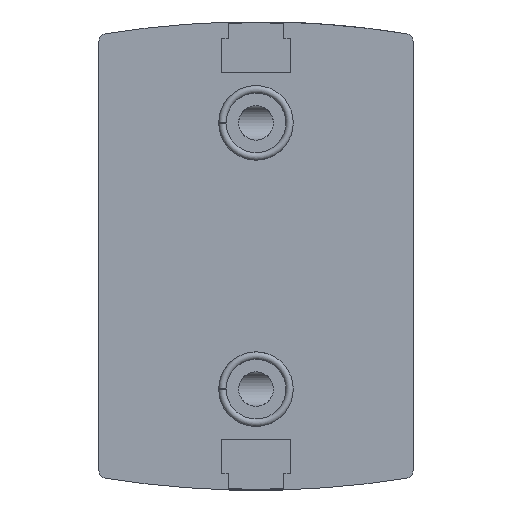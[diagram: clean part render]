
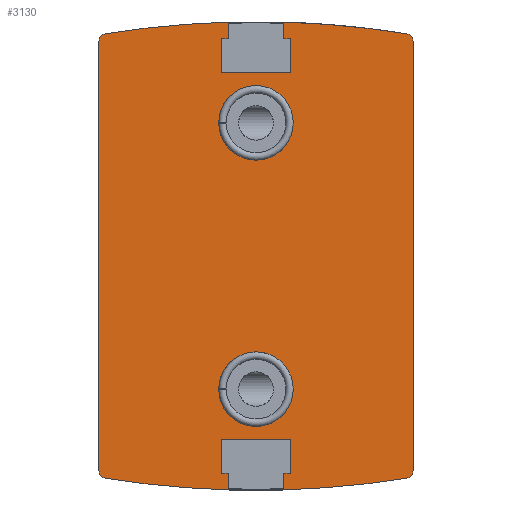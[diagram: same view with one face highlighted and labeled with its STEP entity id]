
A CAD part, front view. The second image highlights one B-rep face of the part: STEP entity #3130.
In plain terms, the highlighted planar face has unit normal (0, -1, 0).
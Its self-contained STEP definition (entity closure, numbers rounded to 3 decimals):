
#73=PLANE('',#3345);
#192=LINE('',#4527,#387);
#197=LINE('',#4545,#392);
#201=LINE('',#4553,#396);
#204=LINE('',#4559,#399);
#207=LINE('',#4565,#402);
#210=LINE('',#4571,#405);
#213=LINE('',#4577,#408);
#216=LINE('',#4583,#411);
#219=LINE('',#4594,#414);
#223=LINE('',#4606,#418);
#226=LINE('',#4612,#421);
#229=LINE('',#4618,#424);
#232=LINE('',#4624,#427);
#235=LINE('',#4630,#430);
#238=LINE('',#4636,#433);
#241=LINE('',#4642,#436);
#387=VECTOR('',#3677,1000.);
#392=VECTOR('',#3696,1000.);
#396=VECTOR('',#3702,1000.);
#399=VECTOR('',#3707,1000.);
#402=VECTOR('',#3712,1000.);
#405=VECTOR('',#3717,1000.);
#408=VECTOR('',#3722,1000.);
#411=VECTOR('',#3727,1000.);
#414=VECTOR('',#3740,1000.);
#418=VECTOR('',#3754,1000.);
#421=VECTOR('',#3759,1000.);
#424=VECTOR('',#3764,1000.);
#427=VECTOR('',#3769,1000.);
#430=VECTOR('',#3774,1000.);
#433=VECTOR('',#3779,1000.);
#436=VECTOR('',#3784,1000.);
#788=ORIENTED_EDGE('',*,*,#1402,.F.);
#789=ORIENTED_EDGE('',*,*,#1403,.F.);
#790=ORIENTED_EDGE('',*,*,#1327,.F.);
#791=ORIENTED_EDGE('',*,*,#1395,.F.);
#792=ORIENTED_EDGE('',*,*,#1391,.F.);
#793=ORIENTED_EDGE('',*,*,#1388,.F.);
#794=ORIENTED_EDGE('',*,*,#1385,.F.);
#795=ORIENTED_EDGE('',*,*,#1382,.F.);
#796=ORIENTED_EDGE('',*,*,#1379,.F.);
#797=ORIENTED_EDGE('',*,*,#1376,.F.);
#798=ORIENTED_EDGE('',*,*,#1373,.F.);
#799=ORIENTED_EDGE('',*,*,#1371,.F.);
#800=ORIENTED_EDGE('',*,*,#1369,.F.);
#801=ORIENTED_EDGE('',*,*,#1367,.F.);
#802=ORIENTED_EDGE('',*,*,#1363,.F.);
#803=ORIENTED_EDGE('',*,*,#1246,.F.);
#804=ORIENTED_EDGE('',*,*,#1361,.F.);
#805=ORIENTED_EDGE('',*,*,#1358,.F.);
#806=ORIENTED_EDGE('',*,*,#1355,.F.);
#807=ORIENTED_EDGE('',*,*,#1352,.F.);
#808=ORIENTED_EDGE('',*,*,#1349,.F.);
#809=ORIENTED_EDGE('',*,*,#1346,.F.);
#810=ORIENTED_EDGE('',*,*,#1342,.F.);
#811=ORIENTED_EDGE('',*,*,#1339,.F.);
#812=ORIENTED_EDGE('',*,*,#1336,.F.);
#813=ORIENTED_EDGE('',*,*,#1333,.F.);
#1246=EDGE_CURVE('',#1587,#1588,#1819,.T.);
#1327=EDGE_CURVE('',#1649,#1650,#1848,.T.);
#1333=EDGE_CURVE('',#1650,#1655,#192,.T.);
#1336=EDGE_CURVE('',#1655,#1657,#1852,.T.);
#1339=EDGE_CURVE('',#1657,#1659,#1854,.T.);
#1342=EDGE_CURVE('',#1659,#1661,#197,.T.);
#1346=EDGE_CURVE('',#1661,#1664,#201,.T.);
#1349=EDGE_CURVE('',#1664,#1666,#204,.T.);
#1352=EDGE_CURVE('',#1666,#1668,#207,.T.);
#1355=EDGE_CURVE('',#1668,#1670,#210,.T.);
#1358=EDGE_CURVE('',#1670,#1672,#213,.T.);
#1361=EDGE_CURVE('',#1672,#1587,#216,.T.);
#1363=EDGE_CURVE('',#1588,#1674,#1856,.T.);
#1367=EDGE_CURVE('',#1674,#1677,#219,.T.);
#1369=EDGE_CURVE('',#1677,#1678,#1859,.T.);
#1371=EDGE_CURVE('',#1678,#1679,#1860,.T.);
#1373=EDGE_CURVE('',#1679,#1680,#223,.T.);
#1376=EDGE_CURVE('',#1680,#1682,#226,.T.);
#1379=EDGE_CURVE('',#1682,#1684,#229,.T.);
#1382=EDGE_CURVE('',#1684,#1686,#232,.T.);
#1385=EDGE_CURVE('',#1686,#1688,#235,.T.);
#1388=EDGE_CURVE('',#1688,#1690,#238,.T.);
#1391=EDGE_CURVE('',#1690,#1692,#241,.T.);
#1395=EDGE_CURVE('',#1692,#1649,#1861,.T.);
#1402=EDGE_CURVE('',#1699,#1699,#1867,.T.);
#1403=EDGE_CURVE('',#1700,#1700,#1868,.T.);
#1587=VERTEX_POINT('',#4275);
#1588=VERTEX_POINT('',#4276);
#1649=VERTEX_POINT('',#4515);
#1650=VERTEX_POINT('',#4516);
#1655=VERTEX_POINT('',#4528);
#1657=VERTEX_POINT('',#4534);
#1659=VERTEX_POINT('',#4540);
#1661=VERTEX_POINT('',#4546);
#1664=VERTEX_POINT('',#4554);
#1666=VERTEX_POINT('',#4560);
#1668=VERTEX_POINT('',#4566);
#1670=VERTEX_POINT('',#4572);
#1672=VERTEX_POINT('',#4578);
#1674=VERTEX_POINT('',#4587);
#1677=VERTEX_POINT('',#4595);
#1678=VERTEX_POINT('',#4599);
#1679=VERTEX_POINT('',#4603);
#1680=VERTEX_POINT('',#4607);
#1682=VERTEX_POINT('',#4613);
#1684=VERTEX_POINT('',#4619);
#1686=VERTEX_POINT('',#4625);
#1688=VERTEX_POINT('',#4631);
#1690=VERTEX_POINT('',#4637);
#1692=VERTEX_POINT('',#4643);
#1699=VERTEX_POINT('',#4664);
#1700=VERTEX_POINT('',#4666);
#1819=CIRCLE('',#3255,88.5);
#1848=CIRCLE('',#3303,0.7);
#1852=CIRCLE('',#3309,0.7);
#1854=CIRCLE('',#3312,88.5);
#1856=CIRCLE('',#3322,0.7);
#1859=CIRCLE('',#3327,0.7);
#1860=CIRCLE('',#3329,88.5);
#1861=CIRCLE('',#3338,88.5);
#1867=CIRCLE('',#3346,3.5);
#1868=CIRCLE('',#3347,3.5);
#1984=EDGE_LOOP('',(#788));
#1985=EDGE_LOOP('',(#789));
#1986=EDGE_LOOP('',(#790,#791,#792,#793,#794,#795,#796,#797,#798,#799,#800,
#801,#802,#803,#804,#805,#806,#807,#808,#809,#810,#811,#812,#813));
#2173=FACE_BOUND('',#1984,.T.);
#2174=FACE_BOUND('',#1985,.T.);
#2175=FACE_BOUND('',#1986,.T.);
#3130=ADVANCED_FACE('',(#2173,#2174,#2175),#73,.F.);
#3255=AXIS2_PLACEMENT_3D('',#4274,#3538,#3539);
#3303=AXIS2_PLACEMENT_3D('',#4514,#3665,#3666);
#3309=AXIS2_PLACEMENT_3D('',#4533,#3682,#3683);
#3312=AXIS2_PLACEMENT_3D('',#4539,#3689,#3690);
#3322=AXIS2_PLACEMENT_3D('',#4586,#3731,#3732);
#3327=AXIS2_PLACEMENT_3D('',#4598,#3744,#3745);
#3329=AXIS2_PLACEMENT_3D('',#4602,#3749,#3750);
#3338=AXIS2_PLACEMENT_3D('',#4650,#3790,#3791);
#3345=AXIS2_PLACEMENT_3D('',#4662,#3805,#3806);
#3346=AXIS2_PLACEMENT_3D('',#4663,#3807,#3808);
#3347=AXIS2_PLACEMENT_3D('',#4665,#3809,#3810);
#3538=DIRECTION('',(0.,1.,0.));
#3539=DIRECTION('',(1.,0.,0.));
#3665=DIRECTION('',(0.,1.,0.));
#3666=DIRECTION('',(1.,0.,0.));
#3677=DIRECTION('',(0.,0.,1.));
#3682=DIRECTION('',(0.,1.,0.));
#3683=DIRECTION('',(1.,0.,0.));
#3689=DIRECTION('',(0.,1.,0.));
#3690=DIRECTION('',(1.,0.,0.));
#3696=DIRECTION('',(0.,0.,-1.));
#3702=DIRECTION('',(-1.,0.,0.));
#3707=DIRECTION('',(0.,0.,-1.));
#3712=DIRECTION('',(1.,0.,0.));
#3717=DIRECTION('',(0.,0.,1.));
#3722=DIRECTION('',(-1.,0.,0.));
#3727=DIRECTION('',(0.,0.,1.));
#3731=DIRECTION('',(0.,1.,0.));
#3732=DIRECTION('',(1.,0.,0.));
#3740=DIRECTION('',(0.,0.,-1.));
#3744=DIRECTION('',(0.,1.,0.));
#3745=DIRECTION('',(1.,0.,0.));
#3749=DIRECTION('',(0.,1.,0.));
#3750=DIRECTION('',(1.,0.,0.));
#3754=DIRECTION('',(0.,0.,1.));
#3759=DIRECTION('',(1.,0.,0.));
#3764=DIRECTION('',(0.,0.,1.));
#3769=DIRECTION('',(-1.,0.,0.));
#3774=DIRECTION('',(0.,0.,-1.));
#3779=DIRECTION('',(1.,0.,0.));
#3784=DIRECTION('',(0.,0.,-1.));
#3790=DIRECTION('',(0.,1.,0.));
#3791=DIRECTION('',(1.,0.,0.));
#3805=DIRECTION('',(0.,1.,0.));
#3806=DIRECTION('',(0.,0.,1.));
#3807=DIRECTION('',(0.,-1.,0.));
#3808=DIRECTION('',(0.,0.,-1.));
#3809=DIRECTION('',(0.,-1.,0.));
#3810=DIRECTION('',(0.,0.,-1.));
#4274=CARTESIAN_POINT('',(0.,0.,-66.5));
#4275=CARTESIAN_POINT('',(2.6,0.,21.962));
#4276=CARTESIAN_POINT('',(14.162,0.,20.86));
#4514=CARTESIAN_POINT('',(-14.05,0.,-20.169));
#4515=CARTESIAN_POINT('',(-14.162,0.,-20.86));
#4516=CARTESIAN_POINT('',(-14.75,0.,-20.169));
#4527=CARTESIAN_POINT('',(-14.75,0.,-20.169));
#4528=CARTESIAN_POINT('',(-14.75,0.,20.169));
#4533=CARTESIAN_POINT('',(-14.05,0.,20.169));
#4534=CARTESIAN_POINT('',(-14.162,0.,20.86));
#4539=CARTESIAN_POINT('',(0.,0.,-66.5));
#4540=CARTESIAN_POINT('',(-2.6,0.,21.962));
#4545=CARTESIAN_POINT('',(-2.6,0.,21.962));
#4546=CARTESIAN_POINT('',(-2.6,0.,20.4));
#4553=CARTESIAN_POINT('',(-2.6,0.,20.4));
#4554=CARTESIAN_POINT('',(-3.25,0.,20.4));
#4559=CARTESIAN_POINT('',(-3.25,0.,20.4));
#4560=CARTESIAN_POINT('',(-3.25,0.,17.2));
#4565=CARTESIAN_POINT('',(-3.25,0.,17.2));
#4566=CARTESIAN_POINT('',(3.25,0.,17.2));
#4571=CARTESIAN_POINT('',(3.25,0.,17.2));
#4572=CARTESIAN_POINT('',(3.25,0.,20.4));
#4577=CARTESIAN_POINT('',(3.25,0.,20.4));
#4578=CARTESIAN_POINT('',(2.6,0.,20.4));
#4583=CARTESIAN_POINT('',(2.6,0.,20.4));
#4586=CARTESIAN_POINT('',(14.05,0.,20.169));
#4587=CARTESIAN_POINT('',(14.75,0.,20.169));
#4594=CARTESIAN_POINT('',(14.75,0.,20.169));
#4595=CARTESIAN_POINT('',(14.75,0.,-20.169));
#4598=CARTESIAN_POINT('',(14.05,0.,-20.169));
#4599=CARTESIAN_POINT('',(14.162,0.,-20.86));
#4602=CARTESIAN_POINT('',(0.,0.,66.5));
#4603=CARTESIAN_POINT('',(2.6,0.,-21.962));
#4606=CARTESIAN_POINT('',(2.6,0.,-21.962));
#4607=CARTESIAN_POINT('',(2.6,0.,-20.4));
#4612=CARTESIAN_POINT('',(2.6,0.,-20.4));
#4613=CARTESIAN_POINT('',(3.25,0.,-20.4));
#4618=CARTESIAN_POINT('',(3.25,0.,-20.4));
#4619=CARTESIAN_POINT('',(3.25,0.,-17.2));
#4624=CARTESIAN_POINT('',(3.25,0.,-17.2));
#4625=CARTESIAN_POINT('',(-3.25,0.,-17.2));
#4630=CARTESIAN_POINT('',(-3.25,0.,-17.2));
#4631=CARTESIAN_POINT('',(-3.25,0.,-20.4));
#4636=CARTESIAN_POINT('',(-3.25,0.,-20.4));
#4637=CARTESIAN_POINT('',(-2.6,0.,-20.4));
#4642=CARTESIAN_POINT('',(-2.6,0.,-20.4));
#4643=CARTESIAN_POINT('',(-2.6,0.,-21.962));
#4650=CARTESIAN_POINT('',(0.,0.,66.5));
#4662=CARTESIAN_POINT('',(-14.05,0.,-20.169));
#4663=CARTESIAN_POINT('',(0.,0.,-12.5));
#4664=CARTESIAN_POINT('',(0.,0.,-16.));
#4665=CARTESIAN_POINT('',(0.,0.,12.5));
#4666=CARTESIAN_POINT('',(0.,0.,9.));
